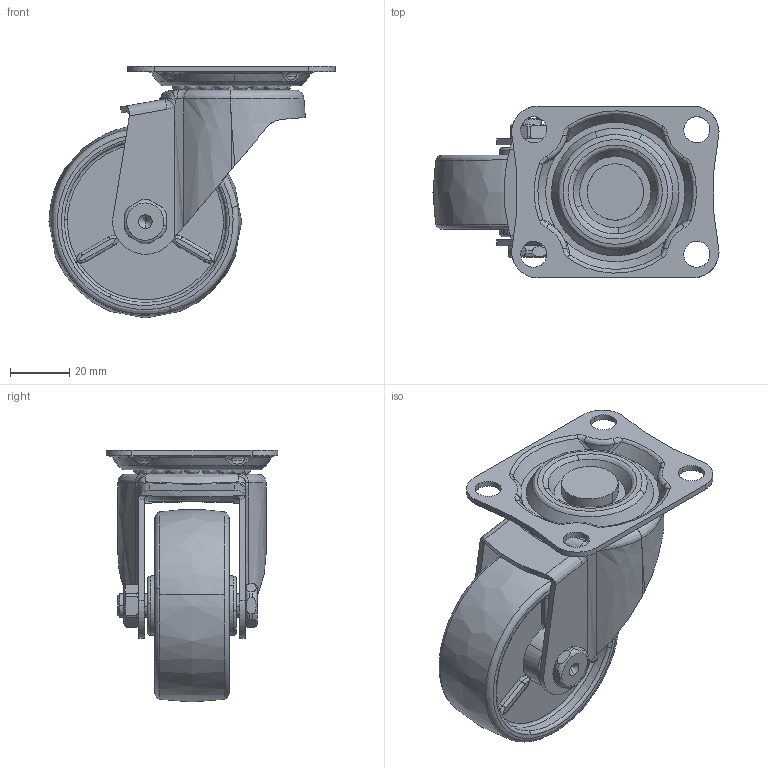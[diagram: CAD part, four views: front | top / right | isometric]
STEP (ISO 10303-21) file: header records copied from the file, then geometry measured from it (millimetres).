
FILE_DESCRIPTION((''),'2;1');
FILE_NAME('','2005-12-16T10:51:32',(''),(''),'','CADfix','');
FILE_SCHEMA(('AUTOMOTIVE_DESIGN'));
Length unit declared in the file: millimetre
Products named in the file (6): body; wheel; mounting plate; main shaft; axle; 320S_N65_7561_36
Assembly tree (5 placements, depth 2):
  320S_N65_7561_36
    body
    wheel
    mounting plate
    main shaft
    axle
Bounding box: 96.5 x 58 x 85 mm (x, y, z)
Volume: 94669.9 mm3; surface area: 42728.6 mm2
Topology: 5 solids, 5 shells, 409 faces, 1169 edges, 780 vertices
Faces by surface type: bspline 409
Entity records: 24332 total; most frequent: CARTESIAN_POINT 17985, ORIENTED_EDGE 2328, EDGE_CURVE 1164, VERTEX_POINT 780, EDGE_LOOP 442, FACE_OUTER_BOUND 409, ADVANCED_FACE 409, QUASI_UNIFORM_CURVE 279
